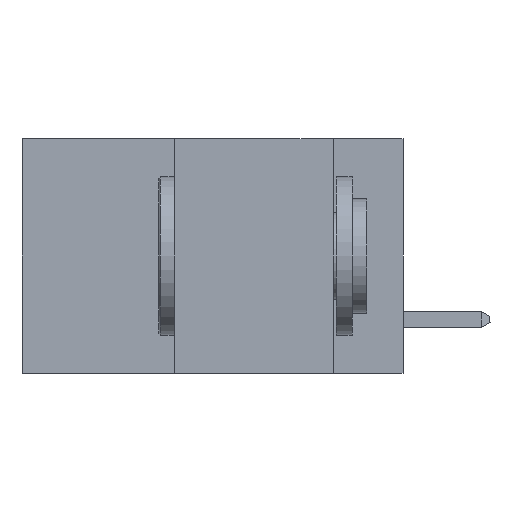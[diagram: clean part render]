
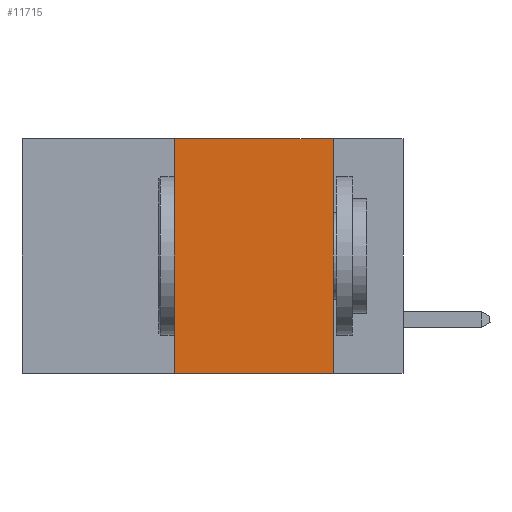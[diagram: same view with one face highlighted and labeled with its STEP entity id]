
A CAD part, left-side view. The second image highlights one B-rep face of the part: STEP entity #11715.
In plain terms, the highlighted planar face has unit normal (-1, 0, 0).
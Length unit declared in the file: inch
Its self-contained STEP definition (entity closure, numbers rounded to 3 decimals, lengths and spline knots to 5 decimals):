
#526 = DIRECTION ( 'NONE',  ( 1., 0., 0. ) ) ;
#1003 = EDGE_CURVE ( 'NONE', #10688, #9431, #10351, .T. ) ;
#1187 = VECTOR ( 'NONE', #10191, 39.37008 ) ;
#1668 = CARTESIAN_POINT ( 'NONE',  ( 0., 0.36, 0. ) ) ;
#2429 = VECTOR ( 'NONE', #12675, 39.37008 ) ;
#2852 = VECTOR ( 'NONE', #5080, 39.37008 ) ;
#3172 = DIRECTION ( 'NONE',  ( 0., -1., 0. ) ) ;
#3416 = DIRECTION ( 'NONE',  ( 0., 0., -1. ) ) ;
#4279 = FACE_OUTER_BOUND ( 'NONE', #18987, .T. ) ;
#4459 = VERTEX_POINT ( 'NONE', #18512 ) ;
#5080 = DIRECTION ( 'NONE',  ( 0., -1., 0. ) ) ;
#5902 = VECTOR ( 'NONE', #3172, 39.37008 ) ;
#6586 = CARTESIAN_POINT ( 'NONE',  ( 0., 0.6, 0. ) ) ;
#7263 = PLANE ( 'NONE',  #14421 ) ;
#7632 = EDGE_CURVE ( 'NONE', #15498, #4459, #7795, .T. ) ;
#7795 = LINE ( 'NONE', #6586, #2852 ) ;
#7858 = LINE ( 'NONE', #17259, #2429 ) ;
#8852 = CARTESIAN_POINT ( 'NONE',  ( 0., 0.11, 0. ) ) ;
#9431 = VERTEX_POINT ( 'NONE', #15537 ) ;
#9695 = LINE ( 'NONE', #8852, #1187 ) ;
#9824 = ORIENTED_EDGE ( 'NONE', *, *, #12139, .F. ) ;
#10191 = DIRECTION ( 'NONE',  ( 0., 0., -1. ) ) ;
#10282 = CARTESIAN_POINT ( 'NONE',  ( 0., 0.6, 0. ) ) ;
#10351 = LINE ( 'NONE', #13610, #5902 ) ;
#10688 = VERTEX_POINT ( 'NONE', #16154 ) ;
#11715 = ADVANCED_FACE ( 'NONE', ( #4279 ), #7263, .F. ) ;
#12139 = EDGE_CURVE ( 'NONE', #4459, #9431, #9695, .T. ) ;
#12675 = DIRECTION ( 'NONE',  ( 0., 0., 1. ) ) ;
#13610 = CARTESIAN_POINT ( 'NONE',  ( 0., 0.6, -0.37 ) ) ;
#14421 = AXIS2_PLACEMENT_3D ( 'NONE', #10282, #526, #3416 ) ;
#15404 = ORIENTED_EDGE ( 'NONE', *, *, #1003, .T. ) ;
#15498 = VERTEX_POINT ( 'NONE', #1668 ) ;
#15537 = CARTESIAN_POINT ( 'NONE',  ( 0., 0.11, -0.37 ) ) ;
#16154 = CARTESIAN_POINT ( 'NONE',  ( 0., 0.36, -0.37 ) ) ;
#16566 = ORIENTED_EDGE ( 'NONE', *, *, #7632, .F. ) ;
#17022 = ORIENTED_EDGE ( 'NONE', *, *, #18219, .F. ) ;
#17259 = CARTESIAN_POINT ( 'NONE',  ( 0., 0.36, 0. ) ) ;
#18219 = EDGE_CURVE ( 'NONE', #10688, #15498, #7858, .T. ) ;
#18512 = CARTESIAN_POINT ( 'NONE',  ( 0., 0.11, 0. ) ) ;
#18987 = EDGE_LOOP ( 'NONE', ( #9824, #16566, #17022, #15404 ) ) ;
